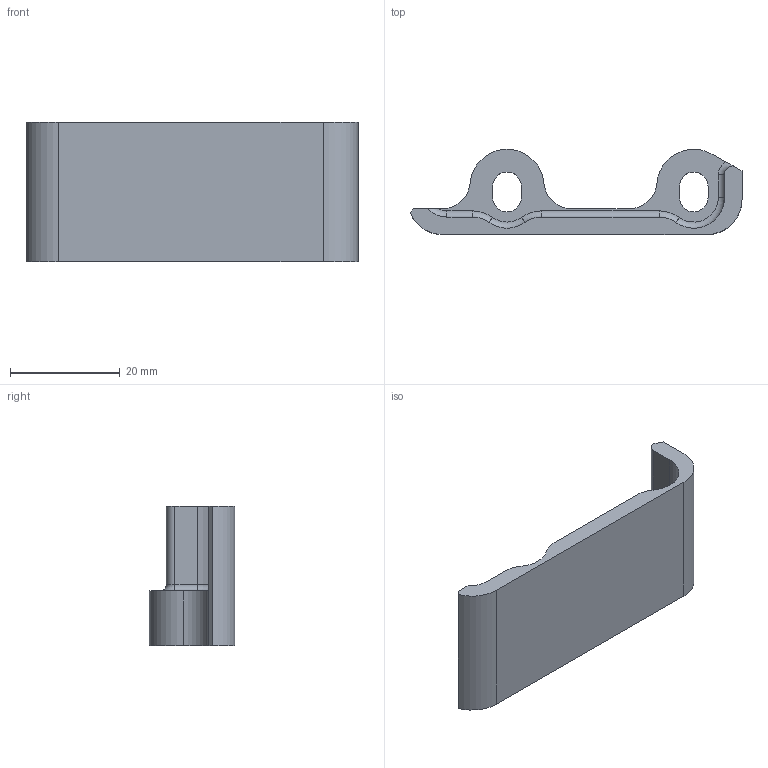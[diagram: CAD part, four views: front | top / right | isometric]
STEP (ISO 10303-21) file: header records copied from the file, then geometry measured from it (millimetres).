
FILE_DESCRIPTION (( 'STEP AP214' ), '1' );
FILE_NAME ('BK0031.STEP', '2015-11-23T23:13:59', ( 'JeffCAD' ), ( 'Microsoft' ), 'SwSTEP 2.0', 'SolidWorks 2015', '' );
FILE_SCHEMA (( 'AUTOMOTIVE_DESIGN' ));
Length unit declared in the file: inch
Products named in the file (1): BK0031
Bounding box: 60.43 x 15.53 x 25.4 mm (x, y, z)
Volume: 7812.9 mm3; surface area: 5044.6 mm2
Topology: 1 solids, 1 shells, 44 faces, 117 edges, 75 vertices
Faces by surface type: cylinder 21, plane 16, torus 7
Entity records: 1443 total; most frequent: DIRECTION 257, CARTESIAN_POINT 255, ORIENTED_EDGE 234, EDGE_CURVE 117, AXIS2_PLACEMENT_3D 97, VERTEX_POINT 75, VECTOR 63, LINE 63
